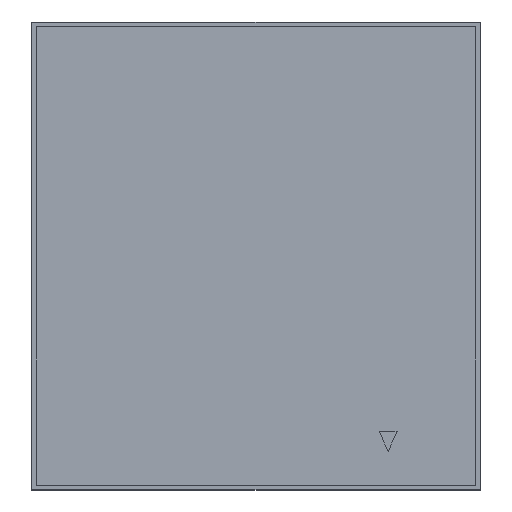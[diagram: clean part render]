
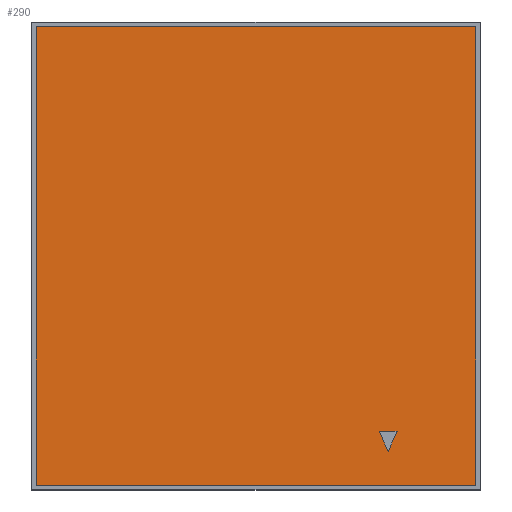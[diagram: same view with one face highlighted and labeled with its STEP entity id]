
A CAD part, top view. The second image highlights one B-rep face of the part: STEP entity #290.
In plain terms, the highlighted planar face has unit normal (0, 0, 1).
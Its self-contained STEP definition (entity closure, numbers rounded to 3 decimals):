
#52=ORIENTED_EDGE('',*,*,#118,.T.);
#53=ORIENTED_EDGE('',*,*,#119,.T.);
#54=ORIENTED_EDGE('',*,*,#120,.T.);
#55=ORIENTED_EDGE('',*,*,#121,.T.);
#118=EDGE_CURVE('',#151,#152,#173,.T.);
#119=EDGE_CURVE('',#152,#153,#174,.T.);
#120=EDGE_CURVE('',#153,#154,#175,.T.);
#121=EDGE_CURVE('',#154,#151,#176,.T.);
#151=VERTEX_POINT('',#464);
#152=VERTEX_POINT('',#465);
#153=VERTEX_POINT('',#467);
#154=VERTEX_POINT('',#469);
#173=LINE('',#463,#206);
#174=LINE('',#466,#207);
#175=LINE('',#468,#208);
#176=LINE('',#470,#209);
#206=VECTOR('',#382,1000.);
#207=VECTOR('',#383,1000.);
#208=VECTOR('',#384,1000.);
#209=VECTOR('',#385,1000.);
#239=EDGE_LOOP('',(#52,#53,#54,#55));
#256=FACE_BOUND('',#239,.T.);
#273=PLANE('',#354);
#290=ADVANCED_FACE('',(#256),#273,.T.);
#354=AXIS2_PLACEMENT_3D('',#462,#380,#381);
#380=DIRECTION('',(0.,0.,1.));
#381=DIRECTION('',(1.,0.,0.));
#382=DIRECTION('',(0.,1.,0.));
#383=DIRECTION('',(-1.,0.,0.));
#384=DIRECTION('',(0.,-1.,0.));
#385=DIRECTION('',(1.,0.,0.));
#462=CARTESIAN_POINT('',(0.,0.,1.35));
#463=CARTESIAN_POINT('',(7.975,-8.325,1.35));
#464=CARTESIAN_POINT('',(7.975,-8.325,1.35));
#465=CARTESIAN_POINT('',(7.975,8.325,1.35));
#466=CARTESIAN_POINT('',(7.975,8.325,1.35));
#467=CARTESIAN_POINT('',(-7.975,8.325,1.35));
#468=CARTESIAN_POINT('',(-7.975,8.325,1.35));
#469=CARTESIAN_POINT('',(-7.975,-8.325,1.35));
#470=CARTESIAN_POINT('',(-7.975,-8.325,1.35));
